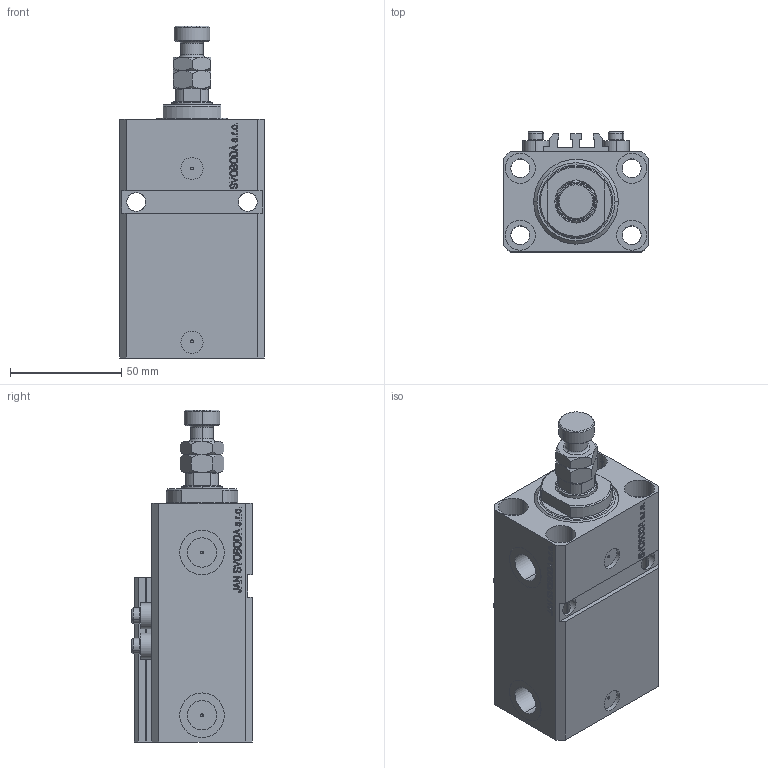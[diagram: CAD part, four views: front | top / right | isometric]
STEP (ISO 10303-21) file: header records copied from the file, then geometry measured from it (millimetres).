
FILE_DESCRIPTION (( 'STEP AP203' ), '1' );
FILE_NAME ('c37d.STEP', '2021-03-17T09:17:08', ( '' ), ( '' ), 'SwSTEP 2.0', 'SolidWorks 2019', '' );
FILE_SCHEMA (( 'CONFIG_CONTROL_DESIGN' ));
Length unit declared in the file: millimetre
Products named in the file (6): MFA 84f86d433eb1f09c74dace5790a3603f; c37d; V250CE_E 84f86d433eb1f09c74dace5790a3603f; V250CE_C_VCP 84f86d433eb1f09c74dace5790a3603f; V250CE_VC_E 84f86d433eb1f09c74dace5790a3603f; ALLEN BOLT V250CE 84f86d433eb1f09c74dace5790a3603f
Assembly tree (8 placements, depth 2):
  c37d
    V250CE_E 84f86d433eb1f09c74dace5790a3603f
    ALLEN BOLT V250CE 84f86d433eb1f09c74dace5790a3603f  x4
    V250CE_C_VCP 84f86d433eb1f09c74dace5790a3603f
    V250CE_VC_E 84f86d433eb1f09c74dace5790a3603f
    MFA 84f86d433eb1f09c74dace5790a3603f
Bounding box: 65 x 54 x 148.9 mm (x, y, z)
Volume: 282285.3 mm3; surface area: 80025.5 mm2
Topology: 9 solids, 9 shells, 1119 faces, 2775 edges, 1790 vertices
Faces by surface type: plane 527, bspline 360, cylinder 130, cone 84, torus 18
Entity records: 48822 total; most frequent: CARTESIAN_POINT 25555, ORIENTED_EDGE 5240, DIRECTION 3454, EDGE_CURVE 2620, VERTEX_POINT 1706, VECTOR 1540, LINE 1540, EDGE_LOOP 1180
